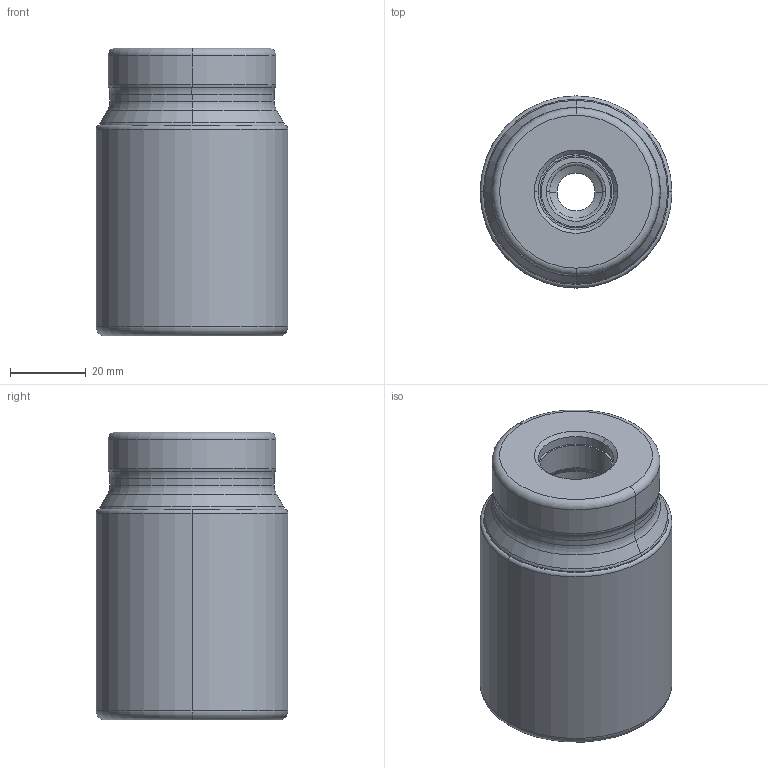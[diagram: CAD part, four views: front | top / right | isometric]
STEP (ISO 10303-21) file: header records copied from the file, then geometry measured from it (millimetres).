
FILE_DESCRIPTION(/* description */ (''),/* implementation_level */ '2;1');
FILE_NAME(/* name */ 'ASPX4UR20003AA21A15_MR2_4.stp',/* time_stamp */ '2021-07-16T16:09:11+09:00',/* author */ (''),/* organization */ (''),/* preprocessor_version */ 'ST-DEVELOPER v16',/* originating_system */ 'SIEMENS PLM Software NX 10.0',/* authorisation */ '');
FILE_SCHEMA (('AUTOMOTIVE_DESIGN { 1 0 10303 214 3 1 1 1 }'));
Length unit declared in the file: millimetre
Products named in the file (1): ASPX4UR20003AA21A15_MR2_4_ASM
Bounding box: 50.8 x 50.8 x 76.19 mm (x, y, z)
Surface area: 33809.1 mm2
Topology: 2 solids, 2 shells, 84 faces, 225 edges, 167 vertices
Faces by surface type: torus 30, cylinder 22, cone 20, revolution 8, plane 4
Entity records: 3894 total; most frequent: CARTESIAN_POINT 1427, DIRECTION 572, ORIENTED_EDGE 432, AXIS2_PLACEMENT_3D 259, EDGE_CURVE 216, CIRCLE 162, VERTEX_POINT 136, EDGE_LOOP 88
